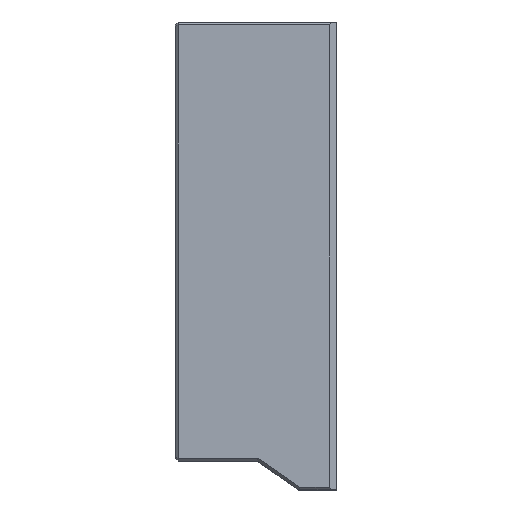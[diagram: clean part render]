
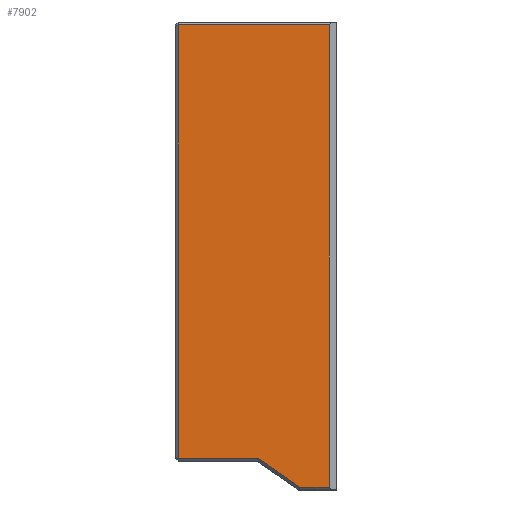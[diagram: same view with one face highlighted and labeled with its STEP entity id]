
A CAD part, left-side view. The second image highlights one B-rep face of the part: STEP entity #7902.
In plain terms, the highlighted planar face has unit normal (-1, 0, 0).
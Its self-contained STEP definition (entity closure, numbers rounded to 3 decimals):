
#907=FACE_OUTER_BOUND('',#1369,.T.);
#1369=EDGE_LOOP('',(#6223,#6224,#6225,#6226,#6227,#6228));
#2027=LINE('',#12582,#2804);
#2056=LINE('',#12651,#2833);
#2059=LINE('',#12657,#2836);
#2063=LINE('',#12668,#2840);
#2065=LINE('',#12672,#2842);
#2066=LINE('',#12673,#2843);
#2804=VECTOR('',#10202,10.);
#2833=VECTOR('',#10267,10.);
#2836=VECTOR('',#10272,10.);
#2840=VECTOR('',#10284,10.);
#2842=VECTOR('',#10288,10.);
#2843=VECTOR('',#10289,10.);
#3543=VERTEX_POINT('',#12579);
#3544=VERTEX_POINT('',#12581);
#3566=VERTEX_POINT('',#12649);
#3568=VERTEX_POINT('',#12655);
#3571=VERTEX_POINT('',#12667);
#3572=VERTEX_POINT('',#12671);
#4509=EDGE_CURVE('',#3543,#3544,#2027,.T.);
#4544=EDGE_CURVE('',#3566,#3543,#2056,.T.);
#4547=EDGE_CURVE('',#3568,#3566,#2059,.T.);
#4552=EDGE_CURVE('',#3544,#3571,#2063,.T.);
#4554=EDGE_CURVE('',#3572,#3568,#2065,.T.);
#4555=EDGE_CURVE('',#3572,#3571,#2066,.T.);
#6223=ORIENTED_EDGE('',*,*,#4509,.F.);
#6224=ORIENTED_EDGE('',*,*,#4544,.F.);
#6225=ORIENTED_EDGE('',*,*,#4547,.F.);
#6226=ORIENTED_EDGE('',*,*,#4554,.F.);
#6227=ORIENTED_EDGE('',*,*,#4555,.T.);
#6228=ORIENTED_EDGE('',*,*,#4552,.F.);
#7553=PLANE('',#8559);
#7902=ADVANCED_FACE('',(#907),#7553,.T.);
#8559=AXIS2_PLACEMENT_3D('',#12670,#10286,#10287);
#10202=DIRECTION('',(0.,0.,1.));
#10267=DIRECTION('',(0.,1.,0.));
#10272=DIRECTION('',(0.,0.819,0.574));
#10284=DIRECTION('',(0.,-1.,0.));
#10286=DIRECTION('center_axis',(-1.,0.,0.));
#10287=DIRECTION('ref_axis',(0.,-1.,0.));
#10288=DIRECTION('',(0.,1.,0.));
#10289=DIRECTION('',(0.,0.,1.));
#12579=CARTESIAN_POINT('',(-400.,12.,-581.6));
#12581=CARTESIAN_POINT('',(-400.,12.,-521.4));
#12582=CARTESIAN_POINT('',(-400.,12.,-569.25));
#12649=CARTESIAN_POINT('',(-400.,0.874,-581.6));
#12651=CARTESIAN_POINT('',(-400.,5.5,-581.6));
#12655=CARTESIAN_POINT('',(-400.,-4.839,-585.6));
#12657=CARTESIAN_POINT('',(-400.,-0.006,-582.216));
#12667=CARTESIAN_POINT('',(-400.,-9.,-521.4));
#12668=CARTESIAN_POINT('',(-400.,0.,-521.4));
#12670=CARTESIAN_POINT('Origin',(-400.,10.,-586.));
#12671=CARTESIAN_POINT('',(-400.,-9.,-585.6));
#12672=CARTESIAN_POINT('',(-400.,5.,-585.6));
#12673=CARTESIAN_POINT('',(-400.,-9.,-586.));
